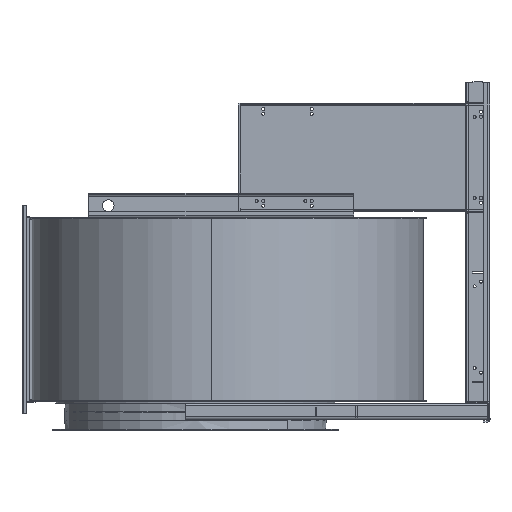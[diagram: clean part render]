
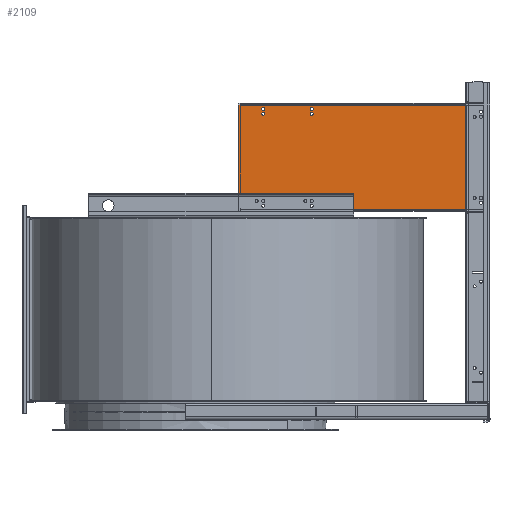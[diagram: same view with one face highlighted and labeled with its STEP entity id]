
A CAD part, left-side view. The second image highlights one B-rep face of the part: STEP entity #2109.
In plain terms, the highlighted planar face has unit normal (-1, 0, 0).
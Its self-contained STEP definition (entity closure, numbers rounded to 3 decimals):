
#2109=ADVANCED_FACE('',(#16464,#16466,#16468,#16470,#16472),#16474,.T.);
#16464=FACE_BOUND('',#16465,.T.);
#16465=EDGE_LOOP('',(#32069,#32070,#32071,#32072,#32073,#32074,#32075,#32076));
#16466=FACE_BOUND('',#16467,.T.);
#16467=EDGE_LOOP('',(#32077));
#16468=FACE_BOUND('',#16469,.T.);
#16469=EDGE_LOOP('',(#32078));
#16470=FACE_BOUND('',#16471,.T.);
#16471=EDGE_LOOP('',(#32079));
#16472=FACE_BOUND('',#16473,.T.);
#16473=EDGE_LOOP('',(#32080));
#16474=PLANE('',#16475);
#16475=AXIS2_PLACEMENT_3D('',#16476,#16477,#16478);
#16476=CARTESIAN_POINT('',(-268.,-898.,308.7));
#16477=DIRECTION('',(-1.,0.,0.));
#16478=DIRECTION('',(0.,0.,1.));
#32069=ORIENTED_EDGE('',*,*,#40766,.F.);
#32070=ORIENTED_EDGE('',*,*,#40749,.F.);
#32071=ORIENTED_EDGE('',*,*,#40760,.F.);
#32072=ORIENTED_EDGE('',*,*,#41327,.F.);
#32073=ORIENTED_EDGE('',*,*,#41328,.T.);
#32074=ORIENTED_EDGE('',*,*,#41329,.T.);
#32075=ORIENTED_EDGE('',*,*,#41330,.T.);
#32076=ORIENTED_EDGE('',*,*,#40711,.F.);
#32077=ORIENTED_EDGE('',*,*,#41331,.T.);
#32078=ORIENTED_EDGE('',*,*,#41332,.T.);
#32079=ORIENTED_EDGE('',*,*,#41333,.T.);
#32080=ORIENTED_EDGE('',*,*,#41334,.T.);
#40711=EDGE_CURVE('',#45654,#46107,#46108,.T.);
#40749=EDGE_CURVE('',#45660,#46177,#46178,.T.);
#40760=EDGE_CURVE('',#46195,#45660,#46197,.T.);
#40766=EDGE_CURVE('',#46177,#45654,#46206,.F.);
#41327=EDGE_CURVE('',#47218,#46195,#47219,.T.);
#41328=EDGE_CURVE('',#47218,#47220,#47221,.T.);
#41329=EDGE_CURVE('',#47220,#47222,#47223,.T.);
#41330=EDGE_CURVE('',#47222,#46107,#47224,.T.);
#41331=EDGE_CURVE('',#47225,#47225,#47226,.F.);
#41332=EDGE_CURVE('',#47227,#47227,#47228,.F.);
#41333=EDGE_CURVE('',#47229,#47229,#47230,.F.);
#41334=EDGE_CURVE('',#47231,#47231,#47232,.F.);
#45654=VERTEX_POINT('',#53733);
#45660=VERTEX_POINT('',#53745);
#46107=VERTEX_POINT('',#54773);
#46108=LINE('',#54774,#54775);
#46177=VERTEX_POINT('',#54936);
#46178=LINE('',#54937,#54938);
#46195=VERTEX_POINT('',#54978);
#46197=LINE('',#54982,#54983);
#46206=LINE('',#55006,#55007);
#47218=VERTEX_POINT('',#57384);
#47219=LINE('',#57385,#57386);
#47220=VERTEX_POINT('',#57388);
#47221=LINE('',#57389,#57390);
#47222=VERTEX_POINT('',#57392);
#47223=LINE('',#57393,#57394);
#47224=LINE('',#57396,#57397);
#47225=VERTEX_POINT('',#57399);
#47226=CIRCLE('',#57400,4.65);
#47227=VERTEX_POINT('',#57404);
#47228=CIRCLE('',#57405,4.65);
#47229=VERTEX_POINT('',#57409);
#47230=CIRCLE('',#57410,4.65);
#47231=VERTEX_POINT('',#57414);
#47232=CIRCLE('',#57415,4.65);
#53733=CARTESIAN_POINT('',(-268.,-132.,349.));
#53745=CARTESIAN_POINT('',(-268.,-486.5,308.7));
#54773=CARTESIAN_POINT('',(-268.,-132.,629.));
#54774=CARTESIAN_POINT('',(-268.,-132.,349.));
#54775=VECTOR('',#54776,1.);
#54776=DIRECTION('',(0.,0.,1.));
#54936=CARTESIAN_POINT('',(-268.,-486.5,349.));
#54937=CARTESIAN_POINT('',(-268.,-486.5,308.7));
#54938=VECTOR('',#54939,1.);
#54939=DIRECTION('',(0.,0.,1.));
#54978=CARTESIAN_POINT('',(-268.,-839.,308.7));
#54982=CARTESIAN_POINT('',(-268.,-839.,308.7));
#54983=VECTOR('',#54984,1.);
#54984=DIRECTION('',(0.,1.,0.));
#55006=CARTESIAN_POINT('',(-268.,-132.,349.));
#55007=VECTOR('',#55008,1.);
#55008=DIRECTION('',(0.,-1.,0.));
#57384=CARTESIAN_POINT('',(-268.,-839.,627.3));
#57385=CARTESIAN_POINT('',(-268.,-839.,627.3));
#57386=VECTOR('',#57387,1.);
#57387=DIRECTION('',(0.,0.,-1.));
#57388=CARTESIAN_POINT('',(-268.,-138.,627.3));
#57389=CARTESIAN_POINT('',(-268.,-839.,627.3));
#57390=VECTOR('',#57391,1.);
#57391=DIRECTION('',(0.,1.,0.));
#57392=CARTESIAN_POINT('',(-268.,-138.,629.));
#57393=CARTESIAN_POINT('',(-268.,-138.,627.3));
#57394=VECTOR('',#57395,1.);
#57395=DIRECTION('',(0.,0.,1.));
#57396=CARTESIAN_POINT('',(-268.,-138.,629.));
#57397=VECTOR('',#57398,1.);
#57398=DIRECTION('',(0.,1.,0.));
#57399=CARTESIAN_POINT('',(-268.,-208.,621.65));
#57400=AXIS2_PLACEMENT_3D('',#57401,#57402,#57403);
#57401=CARTESIAN_POINT('',(-268.,-208.,617.));
#57402=DIRECTION('',(-1.,0.,0.));
#57403=DIRECTION('',(0.,0.,1.));
#57404=CARTESIAN_POINT('',(-268.,-358.,621.65));
#57405=AXIS2_PLACEMENT_3D('',#57406,#57407,#57408);
#57406=CARTESIAN_POINT('',(-268.,-358.,617.));
#57407=DIRECTION('',(-1.,0.,0.));
#57408=DIRECTION('',(0.,0.,1.));
#57409=CARTESIAN_POINT('',(-268.,-208.,606.65));
#57410=AXIS2_PLACEMENT_3D('',#57411,#57412,#57413);
#57411=CARTESIAN_POINT('',(-268.,-208.,602.));
#57412=DIRECTION('',(-1.,0.,0.));
#57413=DIRECTION('',(0.,0.,1.));
#57414=CARTESIAN_POINT('',(-268.,-358.,606.65));
#57415=AXIS2_PLACEMENT_3D('',#57416,#57417,#57418);
#57416=CARTESIAN_POINT('',(-268.,-358.,602.));
#57417=DIRECTION('',(-1.,0.,0.));
#57418=DIRECTION('',(0.,0.,1.));
